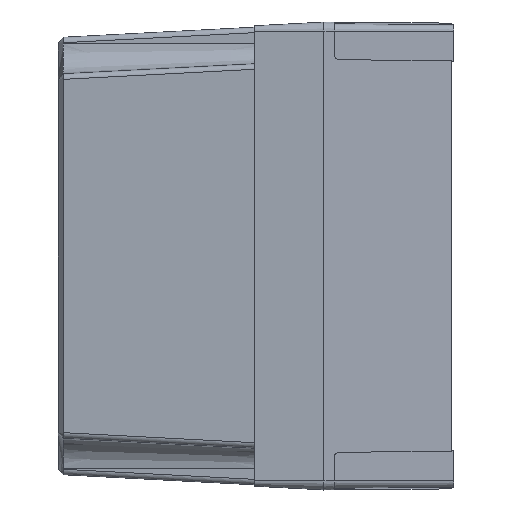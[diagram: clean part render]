
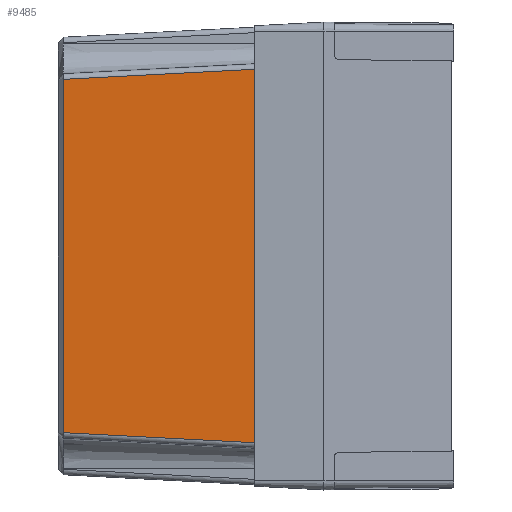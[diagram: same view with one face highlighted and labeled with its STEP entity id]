
A CAD part, left-side view. The second image highlights one B-rep face of the part: STEP entity #9485.
In plain terms, the highlighted planar face has unit normal (-0.999, 0.052, 0).
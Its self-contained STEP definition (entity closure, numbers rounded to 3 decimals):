
#106 = EDGE_CURVE ( 'NONE', #14893, #6009, #10497, .T. ) ;
#345 = LINE ( 'NONE', #7764, #1005 ) ;
#748 = CARTESIAN_POINT ( 'NONE',  ( -63.05, 26.6, -73.95 ) ) ;
#1005 = VECTOR ( 'NONE', #15164, 1000. ) ;
#1149 = CARTESIAN_POINT ( 'NONE',  ( -59.188, 100.3, 67.99 ) ) ;
#1181 = EDGE_LOOP ( 'NONE', ( #3748, #4356, #13679, #14839 ) ) ;
#1207 = EDGE_CURVE ( 'NONE', #6009, #11758, #345, .T. ) ;
#1612 = AXIS2_PLACEMENT_3D ( 'NONE', #748, #4539, #5200 ) ;
#3748 = ORIENTED_EDGE ( 'NONE', *, *, #11382, .F. ) ;
#3769 = LINE ( 'NONE', #6314, #15553 ) ;
#4285 = VECTOR ( 'NONE', #14563, 1000. ) ;
#4356 = ORIENTED_EDGE ( 'NONE', *, *, #15032, .T. ) ;
#4539 = DIRECTION ( 'NONE',  ( -0.999, 0.052, 0. ) ) ;
#4860 = FACE_OUTER_BOUND ( 'NONE', #1181, .T. ) ;
#5200 = DIRECTION ( 'NONE',  ( -0.052, -0.999, 0. ) ) ;
#6009 = VERTEX_POINT ( 'NONE', #12614 ) ;
#6314 = CARTESIAN_POINT ( 'NONE',  ( -59.188, 100.3, -73.95 ) ) ;
#6766 = VECTOR ( 'NONE', #15480, 1000. ) ;
#7764 = CARTESIAN_POINT ( 'NONE',  ( -62.652, 34.199, 71.455 ) ) ;
#8378 = VERTEX_POINT ( 'NONE', #9340 ) ;
#9340 = CARTESIAN_POINT ( 'NONE',  ( -59.188, 100.3, -67.99 ) ) ;
#9407 = CARTESIAN_POINT ( 'NONE',  ( -63.05, 26.6, -73.95 ) ) ;
#9485 = ADVANCED_FACE ( 'NONE', ( #4860 ), #9890, .T. ) ;
#9890 = PLANE ( 'NONE',  #1612 ) ;
#9959 = DIRECTION ( 'NONE',  ( 0., 0., 1. ) ) ;
#10497 = LINE ( 'NONE', #9407, #6766 ) ;
#10808 = CARTESIAN_POINT ( 'NONE',  ( -63.056, 26.491, -71.859 ) ) ;
#11382 = EDGE_CURVE ( 'NONE', #8378, #11758, #3769, .T. ) ;
#11758 = VERTEX_POINT ( 'NONE', #1149 ) ;
#12027 = LINE ( 'NONE', #10808, #4285 ) ;
#12614 = CARTESIAN_POINT ( 'NONE',  ( -63.05, 26.6, 71.853 ) ) ;
#13679 = ORIENTED_EDGE ( 'NONE', *, *, #106, .T. ) ;
#14563 = DIRECTION ( 'NONE',  ( -0.052, -0.997, -0.052 ) ) ;
#14839 = ORIENTED_EDGE ( 'NONE', *, *, #1207, .T. ) ;
#14893 = VERTEX_POINT ( 'NONE', #15792 ) ;
#15032 = EDGE_CURVE ( 'NONE', #8378, #14893, #12027, .T. ) ;
#15164 = DIRECTION ( 'NONE',  ( 0.052, 0.997, -0.052 ) ) ;
#15480 = DIRECTION ( 'NONE',  ( 0., 0., 1. ) ) ;
#15553 = VECTOR ( 'NONE', #9959, 1000. ) ;
#15792 = CARTESIAN_POINT ( 'NONE',  ( -63.05, 26.6, -71.853 ) ) ;
